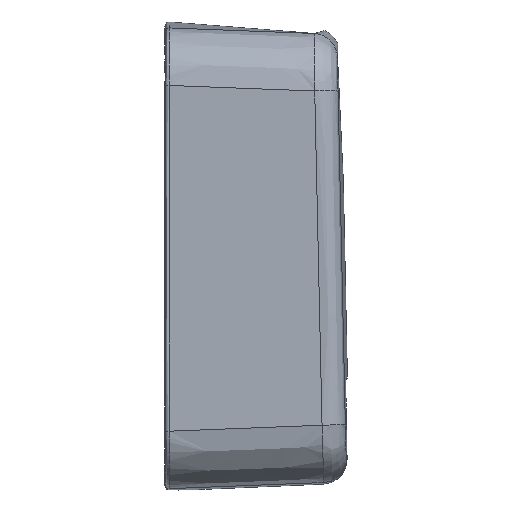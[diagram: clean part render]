
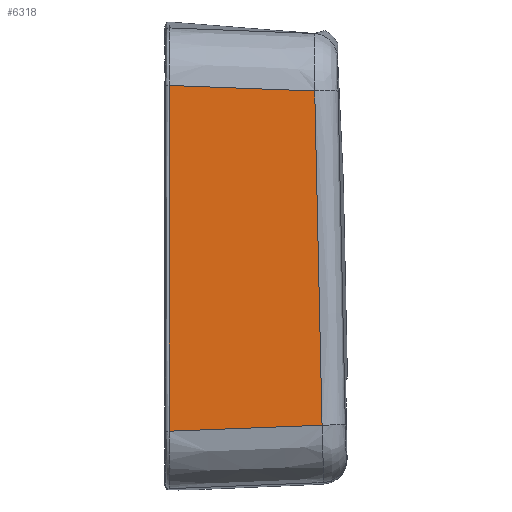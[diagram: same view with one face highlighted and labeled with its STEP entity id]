
A CAD part, left-side view. The second image highlights one B-rep face of the part: STEP entity #6318.
In plain terms, the highlighted toroidal (fillet/blend) face has major radius 300.107 mm and minor radius 700 mm.
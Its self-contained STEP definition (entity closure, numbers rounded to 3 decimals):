
#74 = CARTESIAN_POINT ( 'NONE',  ( -110.994, 36.706, 70.413 ) ) ;
#365 = CARTESIAN_POINT ( 'NONE',  ( -109.478, 7.368, 80.894 ) ) ;
#573 = CARTESIAN_POINT ( 'NONE',  ( -109.37, 5.891, 13.587 ) ) ;
#577 = CARTESIAN_POINT ( 'NONE',  ( -110.158, 6.308, 36.023 ) ) ;
#604 = CARTESIAN_POINT ( 'NONE',  ( -110.194, 6.8, 58.458 ) ) ;
#686 = CARTESIAN_POINT ( 'NONE',  ( -109.478, 7.368, 80.894 ) ) ;
#724 = CARTESIAN_POINT ( 'NONE',  ( 888.8, 49.521, 47.5 ) ) ;
#812 = VERTEX_POINT ( 'NONE', #1553 ) ;
#820 = VERTEX_POINT ( 'NONE', #1500 ) ;
#993 = EDGE_CURVE ( 'NONE', #820, #1354, #2876, .T. ) ;
#1354 = VERTEX_POINT ( 'NONE', #2604 ) ;
#1365 = VERTEX_POINT ( 'NONE', #2416 ) ;
#1428 = DIRECTION ( 'NONE',  ( 0., 0., -1. ) ) ;
#1500 = CARTESIAN_POINT ( 'NONE',  ( -109.478, 7.368, 80.894 ) ) ;
#1553 = CARTESIAN_POINT ( 'NONE',  ( -110.594, 36.706, 82.014 ) ) ;
#1681 = B_SPLINE_CURVE_WITH_KNOTS ( 'NONE', 3,
 ( #7702, #3572, #8383, #4328, #74, #5068 ),
 .UNSPECIFIED., .F., .F.,
 ( 4, 2, 4 ),
 ( 0., 0.035, 0.07 ),
 .UNSPECIFIED. ) ;
#2120 = EDGE_CURVE ( 'NONE', #1354, #1365, #7898, .T. ) ;
#2416 = CARTESIAN_POINT ( 'NONE',  ( -110.572, 36.706, 12.378 ) ) ;
#2604 = CARTESIAN_POINT ( 'NONE',  ( -109.37, 5.891, 13.587 ) ) ;
#2876 = B_SPLINE_CURVE_WITH_KNOTS ( 'NONE', 3,
 ( #686, #604, #577, #573 ),
 .UNSPECIFIED., .F., .F.,
 ( 4, 4 ),
 ( 0., 0.067 ),
 .UNSPECIFIED. ) ;
#3572 = CARTESIAN_POINT ( 'NONE',  ( -110.98, 36.706, 23.979 ) ) ;
#3851 = CARTESIAN_POINT ( 'NONE',  ( -110.42, 26.913, 81.84 ) ) ;
#4214 = CARTESIAN_POINT ( 'NONE',  ( -109.989, 16.142, 12.964 ) ) ;
#4328 = CARTESIAN_POINT ( 'NONE',  ( -111.193, 36.706, 58.806 ) ) ;
#4649 = CARTESIAN_POINT ( 'NONE',  ( -110.048, 17.129, 81.466 ) ) ;
#4948 = CARTESIAN_POINT ( 'NONE',  ( -110.572, 36.706, 12.378 ) ) ;
#5037 = DIRECTION ( 'NONE',  ( 0., -1., 0. ) ) ;
#5068 = CARTESIAN_POINT ( 'NONE',  ( -110.594, 36.706, 82.014 ) ) ;
#5353 = EDGE_CURVE ( 'NONE', #1365, #812, #1681, .T. ) ;
#5509 = EDGE_CURVE ( 'NONE', #812, #820, #6911, .T. ) ;
#5765 = TOROIDAL_SURFACE ( 'NONE', #6150, 300.107, 700. ) ;
#5802 = FACE_OUTER_BOUND ( 'NONE', #8429, .T. ) ;
#6150 = AXIS2_PLACEMENT_3D ( 'NONE', #724, #5037, #1428 ) ;
#6318 = ADVANCED_FACE ( 'NONE', ( #5802 ), #5765, .T. ) ;
#6595 = ORIENTED_EDGE ( 'NONE', *, *, #2120, .F. ) ;
#6601 = ORIENTED_EDGE ( 'NONE', *, *, #993, .F. ) ;
#6609 = ORIENTED_EDGE ( 'NONE', *, *, #5509, .F. ) ;
#6705 = ORIENTED_EDGE ( 'NONE', *, *, #5353, .F. ) ;
#6911 = B_SPLINE_CURVE_WITH_KNOTS ( 'NONE', 3,
 ( #8599, #3851, #4649, #365 ),
 .UNSPECIFIED., .F., .F.,
 ( 4, 4 ),
 ( 0.001, 0.03 ),
 .UNSPECIFIED. ) ;
#7702 = CARTESIAN_POINT ( 'NONE',  ( -110.572, 36.706, 12.378 ) ) ;
#7898 = B_SPLINE_CURVE_WITH_KNOTS ( 'NONE', 3,
 ( #8272, #4214, #8895, #4948 ),
 .UNSPECIFIED., .F., .F.,
 ( 4, 4 ),
 ( 0.005, 0.036 ),
 .UNSPECIFIED. ) ;
#8272 = CARTESIAN_POINT ( 'NONE',  ( -109.37, 5.891, 13.587 ) ) ;
#8383 = CARTESIAN_POINT ( 'NONE',  ( -111.186, 36.706, 35.588 ) ) ;
#8429 = EDGE_LOOP ( 'NONE', ( #6595, #6601, #6609, #6705 ) ) ;
#8599 = CARTESIAN_POINT ( 'NONE',  ( -110.594, 36.706, 82.014 ) ) ;
#8895 = CARTESIAN_POINT ( 'NONE',  ( -110.39, 26.419, 12.561 ) ) ;
